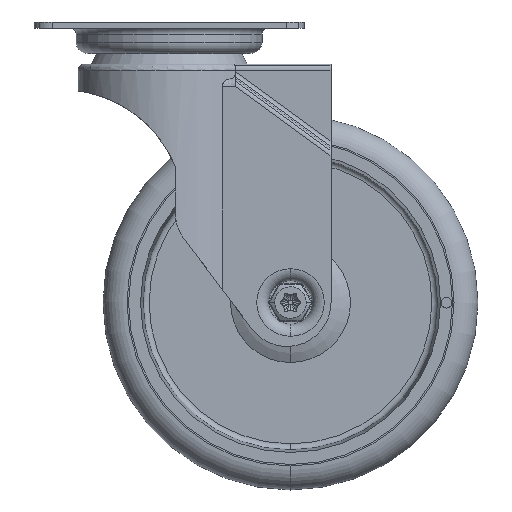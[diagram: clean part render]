
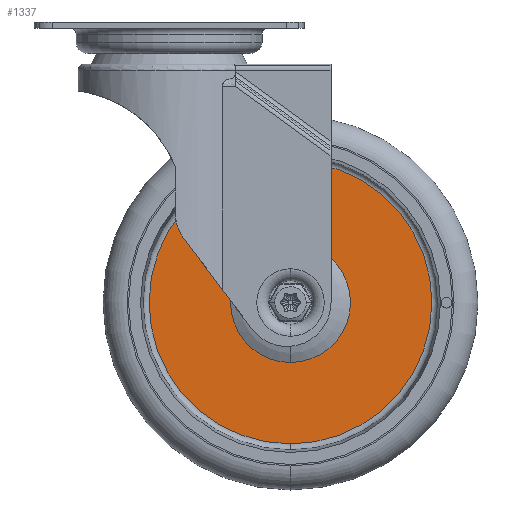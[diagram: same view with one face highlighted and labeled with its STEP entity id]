
A CAD part, front view. The second image highlights one B-rep face of the part: STEP entity #1337.
In plain terms, the highlighted planar face has unit normal (0, -1, 0).
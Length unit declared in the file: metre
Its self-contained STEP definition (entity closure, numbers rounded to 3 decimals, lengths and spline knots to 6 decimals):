
#1337=ADVANCED_FACE('',(#2074,#2075),#2076,.T.);
#2074=FACE_OUTER_BOUND('',#3098,.T.);
#2075=FACE_BOUND('',#3099,.T.);
#2076=PLANE('',#3100);
#3098=EDGE_LOOP('',(#9080,#9081));
#3099=EDGE_LOOP('',(#9082,#9083));
#3100=AXIS2_PLACEMENT_3D('',#9084,#9085,#9086);
#9080=ORIENTED_EDGE('',*,*,#11299,.F.);
#9081=ORIENTED_EDGE('',*,*,#11239,.F.);
#9082=ORIENTED_EDGE('',*,*,#11244,.T.);
#9083=ORIENTED_EDGE('',*,*,#11298,.T.);
#9084=CARTESIAN_POINT('',(0.0,-0.002,0.033569));
#9085=DIRECTION('',(0.0,-1.0,0.));
#9086=DIRECTION('',(0.0,0.,-1.0));
#11239=EDGE_CURVE('',#12590,#12592,#12593,.T.);
#11244=EDGE_CURVE('',#12596,#12600,#12602,.T.);
#11298=EDGE_CURVE('',#12600,#12596,#12686,.T.);
#11299=EDGE_CURVE('',#12592,#12590,#12687,.T.);
#12590=VERTEX_POINT('',#15652);
#12592=VERTEX_POINT('',#15654);
#12593=CIRCLE('',#15655,0.047138);
#12596=VERTEX_POINT('',#15658);
#12600=VERTEX_POINT('',#15662);
#12602=CIRCLE('',#15664,0.02);
#12686=CIRCLE('',#15762,0.02);
#12687=CIRCLE('',#15763,0.047138);
#15652=CARTESIAN_POINT('',(0.,-0.002,-0.047138));
#15654=CARTESIAN_POINT('',(0.0,-0.002,0.047138));
#15655=AXIS2_PLACEMENT_3D('',#19877,#19878,#19879);
#15658=CARTESIAN_POINT('',(0.0,-0.002,0.02));
#15662=CARTESIAN_POINT('',(0.,-0.002,-0.02));
#15664=AXIS2_PLACEMENT_3D('',#19892,#19893,#19894);
#15762=AXIS2_PLACEMENT_3D('',#20026,#20027,#20028);
#15763=AXIS2_PLACEMENT_3D('',#20029,#20030,#20031);
#19877=CARTESIAN_POINT('',(0.0,-0.002,0.0));
#19878=DIRECTION('',(0.0,1.0,0.0));
#19879=DIRECTION('',(0.0,0.0,1.0));
#19892=CARTESIAN_POINT('',(0.0,-0.002,0.0));
#19893=DIRECTION('',(0.0,1.0,0.0));
#19894=DIRECTION('',(0.0,0.0,1.0));
#20026=CARTESIAN_POINT('',(0.0,-0.002,0.0));
#20027=DIRECTION('',(0.0,1.0,0.0));
#20028=DIRECTION('',(0.0,0.0,1.0));
#20029=CARTESIAN_POINT('',(0.0,-0.002,0.0));
#20030=DIRECTION('',(0.0,1.0,0.0));
#20031=DIRECTION('',(0.0,0.0,1.0));
